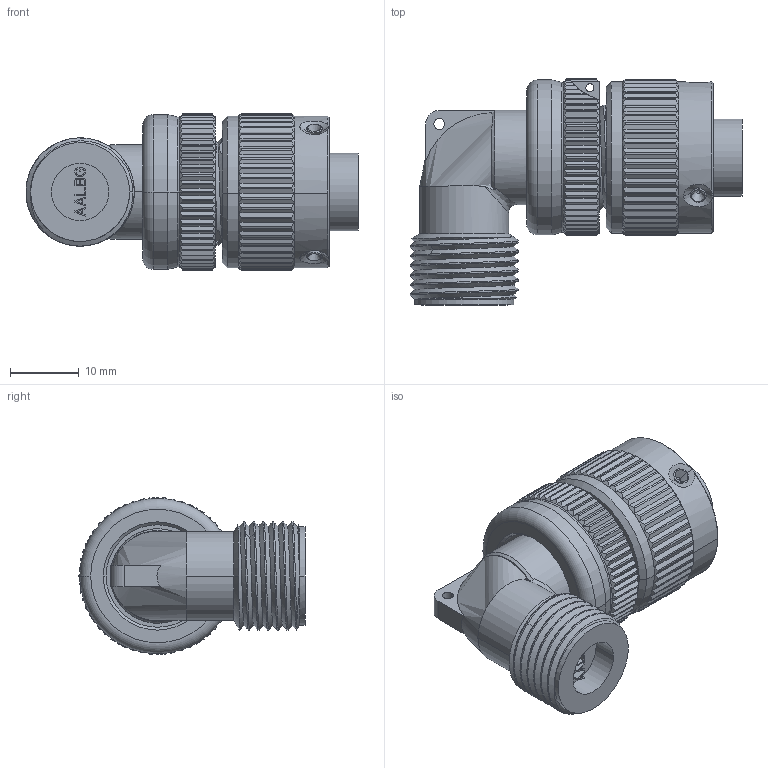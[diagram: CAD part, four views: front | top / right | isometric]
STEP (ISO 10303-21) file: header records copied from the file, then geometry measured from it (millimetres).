
FILE_DESCRIPTION((''),'2;1');
FILE_NAME('VG95234K-10_SW0001','2023-03-28T09:23:50',('paultorloting'),('NET AG system integration'),'CREO PARAMETRIC BY PTC INC, 2021404','CREO PARAMETRIC BY PTC INC, 2021404','');
FILE_SCHEMA(('AUTOMOTIVE_DESIGN { 1 0 10303 214 1 1 1 1 }'));
Products named in the file (1): VG95234K-10_SW0001
Bounding box: 48.24 x 32.84 x 22.8 mm (x, y, z)
Volume: 12160.5 mm3; surface area: 7315.6 mm2
Topology: 1 solids, 1 shells, 1146 faces, 3144 edges, 2043 vertices
Faces by surface type: plane 538, bspline 272, cylinder 215, cone 106, torus 15
Entity records: 55297 total; most frequent: CARTESIAN_POINT 24282, ORIENTED_EDGE 6276, DIRECTION 4279, EDGE_CURVE 3138, VERTEX_POINT 2043, VECTOR 1570, LINE 1570, AXIS2_PLACEMENT_3D 1353
